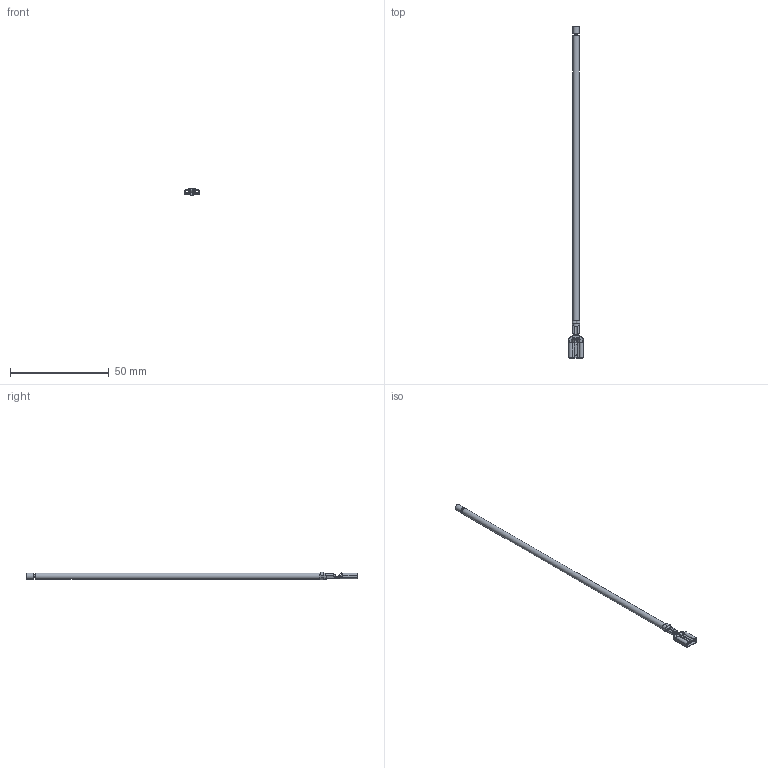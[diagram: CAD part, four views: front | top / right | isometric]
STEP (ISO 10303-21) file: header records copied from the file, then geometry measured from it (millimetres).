
FILE_DESCRIPTION(/* description */ ('Unknown'),/* implementation_level */ '2;1');
FILE_NAME(/* name */ '6372000200xx',/* time_stamp */ '2025-08-12T13:28:09+02:00',/* author */ ('Unknown'),/* organization */ ('Unknown'),/* preprocessor_version */ 'ST-DEVELOPER v19.4',/* originating_system */ 'Solid Edge',/* authorisation */ 'Unknown');
FILE_SCHEMA (('AUTOMOTIVE_DESIGN {1 0 10303 214 3 1 1}'));
Length unit declared in the file: millimetre
Products named in the file (3): 6372000200xx; Wire 16AWG Black_UL1015; 637301320000_DEC
Assembly tree (2 placements, depth 2):
  6372000200xx
    Wire 16AWG Black_UL1015
    637301320000_DEC
Bounding box: 7.4 x 167.8 x 3.68 mm (x, y, z)
Volume: 1137.8 mm3; surface area: 4709 mm2
Topology: 19 solids, 20 shells, 272 faces, 644 edges, 410 vertices
Faces by surface type: plane 125, cylinder 103, bspline 26, torus 16, cone 2
Full cylindrical faces by diameter (mm): 0.23 x5, 0.24 x6, 1.31 x2, 3.1 x2
Entity records: 8294 total; most frequent: CARTESIAN_POINT 1974, ORIENTED_EDGE 1258, DIRECTION 1246, EDGE_CURVE 629, AXIS2_PLACEMENT_3D 460, VERTEX_POINT 410, LINE 326, VECTOR 326
